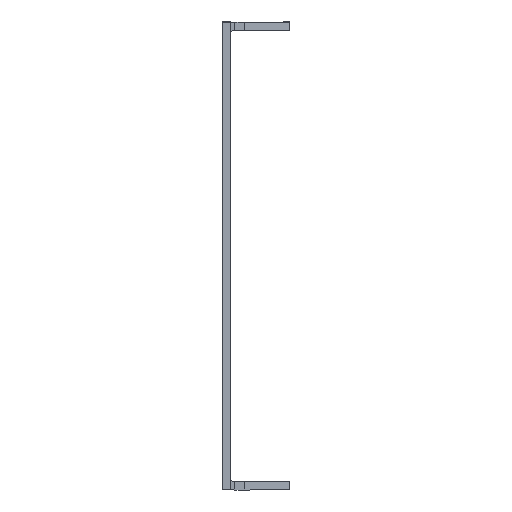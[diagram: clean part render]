
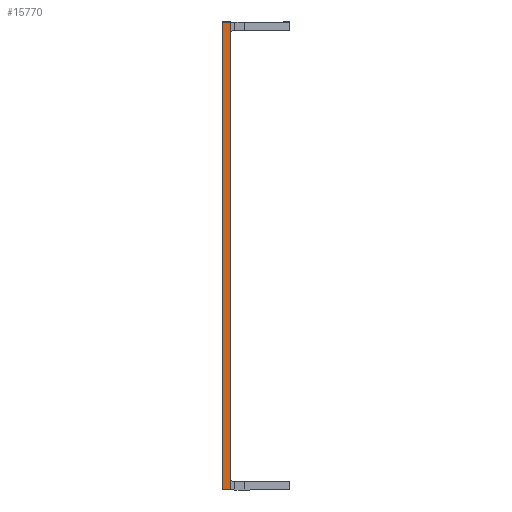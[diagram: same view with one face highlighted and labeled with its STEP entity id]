
A CAD part, left-side view. The second image highlights one B-rep face of the part: STEP entity #15770.
In plain terms, the highlighted planar face has unit normal (-1, 0, 0).
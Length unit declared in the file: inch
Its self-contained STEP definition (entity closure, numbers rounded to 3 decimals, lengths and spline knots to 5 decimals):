
#1973 = CARTESIAN_POINT ( 'NONE',  ( -9.5, 0., -1.74 ) ) ;
#2248 = CARTESIAN_POINT ( 'NONE',  ( -9.5, 0.06, 1.74 ) ) ;
#3781 = DIRECTION ( 'NONE',  ( 0., 0., 1. ) ) ;
#4554 = CARTESIAN_POINT ( 'NONE',  ( -9.5, 0.06, -1.74 ) ) ;
#4992 = VERTEX_POINT ( 'NONE', #4554 ) ;
#7297 = AXIS2_PLACEMENT_3D ( 'NONE', #26226, #46515, #38737 ) ;
#11171 = DIRECTION ( 'NONE',  ( 0., 0., 1. ) ) ;
#11986 = CARTESIAN_POINT ( 'NONE',  ( -9.5, -38.63213, 1.74 ) ) ;
#14831 = VERTEX_POINT ( 'NONE', #1973 ) ;
#15770 = ADVANCED_FACE ( 'NONE', ( #50926 ), #45505, .T. ) ;
#24628 = ORIENTED_EDGE ( 'NONE', *, *, #30474, .F. ) ;
#25969 = VECTOR ( 'NONE', #11171, 39.37008 ) ;
#26226 = CARTESIAN_POINT ( 'NONE',  ( -9.5, -38.63213, 1.74 ) ) ;
#28935 = CARTESIAN_POINT ( 'NONE',  ( -9.5, -38.63213, -1.74 ) ) ;
#30474 = EDGE_CURVE ( 'Edge2', #4992, #49865, #45652, .T. ) ;
#30805 = LINE ( 'NONE', #28935, #52018 ) ;
#34384 = EDGE_LOOP ( 'NONE', ( #24628, #56686, #60529, #49831 ) ) ;
#34493 = LINE ( 'NONE', #37750, #54184 ) ;
#37750 = CARTESIAN_POINT ( 'NONE',  ( -9.5, 0., 1.74 ) ) ;
#38693 = DIRECTION ( 'NONE',  ( 0., 1., 0. ) ) ;
#38737 = DIRECTION ( 'NONE',  ( 0., 0., 1. ) ) ;
#38849 = EDGE_CURVE ( 'NONE', #45382, #49865, #60425, .T. ) ;
#45382 = VERTEX_POINT ( 'NONE', #51940 ) ;
#45505 = PLANE ( 'NONE',  #7297 ) ;
#45652 = LINE ( 'NONE', #2248, #25969 ) ;
#45911 = DIRECTION ( 'NONE',  ( 0., 1., 0. ) ) ;
#46515 = DIRECTION ( 'NONE',  ( -1., 0., 0. ) ) ;
#47514 = VECTOR ( 'NONE', #45911, 39.37008 ) ;
#47584 = CARTESIAN_POINT ( 'NONE',  ( -9.5, 0.06, 1.74 ) ) ;
#49555 = EDGE_CURVE ( 'NONE', #14831, #4992, #30805, .T. ) ;
#49831 = ORIENTED_EDGE ( 'NONE', *, *, #38849, .T. ) ;
#49865 = VERTEX_POINT ( 'NONE', #47584 ) ;
#50926 = FACE_OUTER_BOUND ( 'NONE', #34384, .T. ) ;
#51940 = CARTESIAN_POINT ( 'NONE',  ( -9.5, 0., 1.74 ) ) ;
#52018 = VECTOR ( 'NONE', #38693, 39.37008 ) ;
#54184 = VECTOR ( 'NONE', #3781, 39.37008 ) ;
#56686 = ORIENTED_EDGE ( 'NONE', *, *, #49555, .F. ) ;
#60425 = LINE ( 'NONE', #11986, #47514 ) ;
#60529 = ORIENTED_EDGE ( 'NONE', *, *, #61247, .T. ) ;
#61247 = EDGE_CURVE ( 'NONE', #14831, #45382, #34493, .T. ) ;
